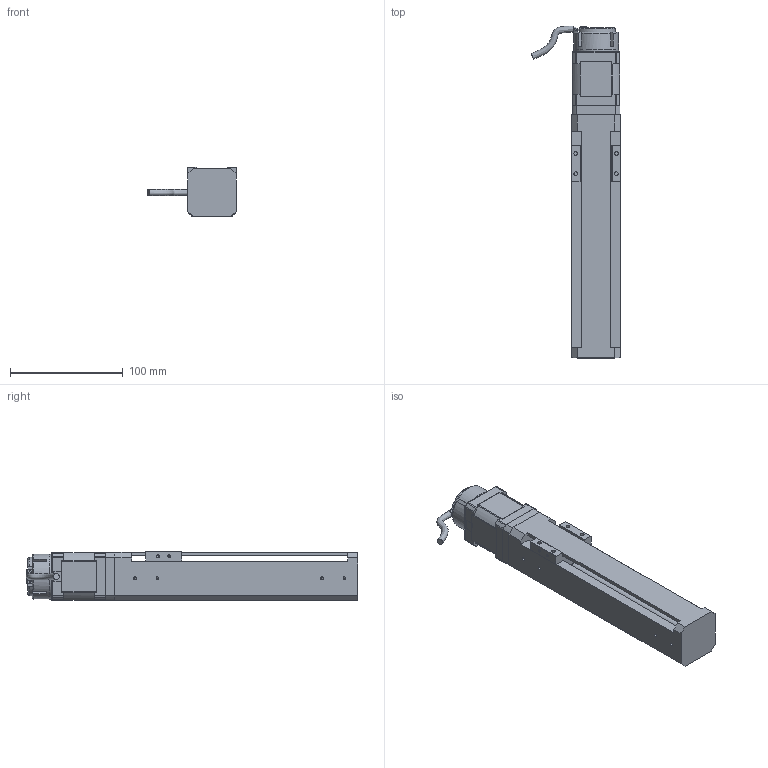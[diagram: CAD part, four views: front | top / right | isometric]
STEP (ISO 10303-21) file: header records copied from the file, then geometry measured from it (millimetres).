
FILE_DESCRIPTION( ( '' ), '1' );
FILE_NAME( 'TN4P05-15AO5L(S=150)(5P)_VerA.stp', '2020-11-18T02:20:00', ( 'Dimamotor' ), ( 'Dimamotor' ), 'PSStep 17.0.49', ' ', ' ' );
FILE_SCHEMA( ( 'AUTOMOTIVE_DESIGN { 1 0 10303 214 1 1 1 1 }' ) );
Length unit declared in the file: millimetre
Products named in the file (7): Assem1; MS545H-A; TN4-0805_Slider; 42LSA_L200; TS_PTA-0805-L200; AO5L-編碼器
Assembly tree (6 placements, depth 2):
  Assem1
    MS545H-A
    MS545H-A
    TN4-0805_Slider
    42LSA_L200
    TS_PTA-0805-L200
    AO5L-編碼器
Bounding box: 79.56 x 294.67 x 44 mm (x, y, z)
Volume: 378360.7 mm3; surface area: 95563 mm2
Topology: 6 solids, 6 shells, 302 faces, 795 edges, 514 vertices
Faces by surface type: plane 133, cylinder 119, cone 28, torus 17, bspline 5
Full cylindrical faces by diameter (mm): 2.5 x28, 3.3 x6, 4 x2, 4.2 x16, 5 x2, 6 x2, 6.5 x1, 8 x2, 10.5 x1, 14 x2, 22 x1, 33 x1, 40 x2
Entity records: 11592 total; most frequent: CARTESIAN_POINT 2121, DIRECTION 1493, ORIENTED_EDGE 1276, EDGE_CURVE 638, AXIS2_PLACEMENT_3D 572, VERTEX_POINT 476, EDGE_LOOP 423, FACE_OUTER_BOUND 369
